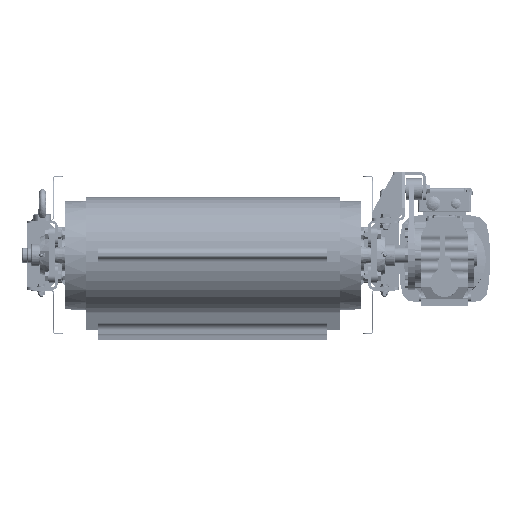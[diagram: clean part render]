
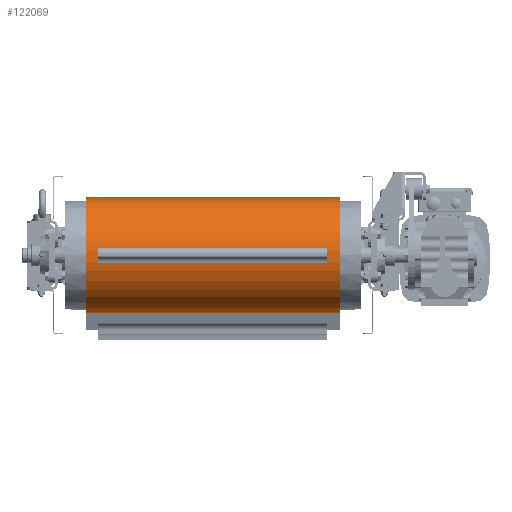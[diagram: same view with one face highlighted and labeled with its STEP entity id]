
A CAD part, left-side view. The second image highlights one B-rep face of the part: STEP entity #122069.
In plain terms, the highlighted cylindrical face has radius 114 mm (diameter 228 mm), a partial arc.
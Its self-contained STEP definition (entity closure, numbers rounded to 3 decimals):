
#6508=FACE_BOUND('',#25085,.T.);
#16861=FACE_OUTER_BOUND('',#25084,.T.);
#25084=EDGE_LOOP('',(#106116,#106117,#106118,#106119));
#25085=EDGE_LOOP('',(#106120,#106121));
#33355=LINE('',#243831,#41655);
#33356=LINE('',#243833,#41656);
#33357=LINE('',#243836,#41657);
#41655=VECTOR('',#166226,500.);
#41656=VECTOR('',#166229,500.);
#41657=VECTOR('',#166230,10.);
#46650=CIRCLE('',#134259,114.);
#46654=CIRCLE('',#134264,114.);
#57130=VERTEX_POINT('',#243762);
#57131=VERTEX_POINT('',#243764);
#57146=VERTEX_POINT('',#243795);
#57147=VERTEX_POINT('',#243797);
#57160=VERTEX_POINT('',#243834);
#57161=VERTEX_POINT('',#243835);
#73462=EDGE_CURVE('',#57130,#57131,#46650,.T.);
#73478=EDGE_CURVE('',#57146,#57147,#46654,.T.);
#73495=EDGE_CURVE('',#57147,#57130,#33355,.T.);
#73496=EDGE_CURVE('',#57146,#57131,#33356,.T.);
#73497=EDGE_CURVE('',#57160,#57161,#33357,.T.);
#106116=ORIENTED_EDGE('',*,*,#73462,.F.);
#106117=ORIENTED_EDGE('',*,*,#73495,.F.);
#106118=ORIENTED_EDGE('',*,*,#73478,.F.);
#106119=ORIENTED_EDGE('',*,*,#73496,.T.);
#106120=ORIENTED_EDGE('',*,*,#73497,.T.);
#106121=ORIENTED_EDGE('',*,*,#73497,.F.);
#107986=CYLINDRICAL_SURFACE('',#134271,114.);
#122069=ADVANCED_FACE('',(#16861,#6508),#107986,.T.);
#134259=AXIS2_PLACEMENT_3D('',#243765,#166176,#166177);
#134264=AXIS2_PLACEMENT_3D('',#243798,#166198,#166199);
#134271=AXIS2_PLACEMENT_3D('',#243832,#166227,#166228);
#166176=DIRECTION('center_axis',(0.,-1.,0.));
#166177=DIRECTION('ref_axis',(0.066,0.,0.998));
#166198=DIRECTION('center_axis',(0.,1.,0.));
#166199=DIRECTION('ref_axis',(-0.065,0.,
-0.998));
#166226=DIRECTION('',(0.,-1.,0.));
#166227=DIRECTION('center_axis',(0.,-1.,0.));
#166228=DIRECTION('ref_axis',(-0.998,0.,0.065));
#166229=DIRECTION('',(0.,-1.,0.));
#166230=DIRECTION('',(0.,-1.,0.));
#243762=CARTESIAN_POINT('',(-782.517,-250.,113.754));
#243764=CARTESIAN_POINT('',(-797.377,-250.,-113.761));
#243765=CARTESIAN_POINT('Origin',(-790.,-250.,0.));
#243795=CARTESIAN_POINT('',(-797.377,250.,-113.761));
#243797=CARTESIAN_POINT('',(-782.517,250.,113.754));
#243798=CARTESIAN_POINT('Origin',(-790.,250.,0.));
#243831=CARTESIAN_POINT('',(-782.517,250.,113.754));
#243832=CARTESIAN_POINT('Origin',(-790.,250.,0.));
#243833=CARTESIAN_POINT('',(-797.377,250.,-113.761));
#243834=CARTESIAN_POINT('',(-904.,225.,0.));
#243835=CARTESIAN_POINT('',(-904.,-225.,0.));
#243836=CARTESIAN_POINT('',(-904.,250.,0.));
